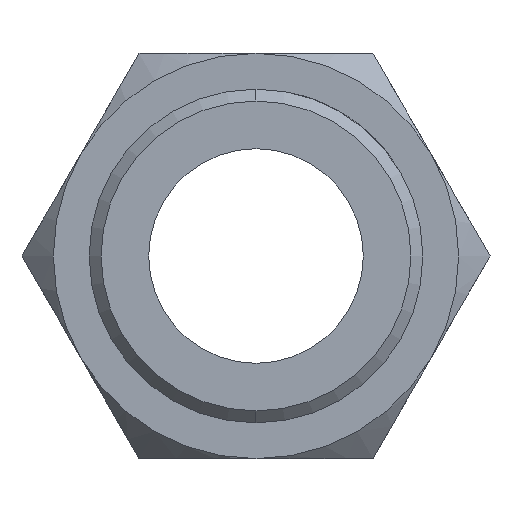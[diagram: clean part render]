
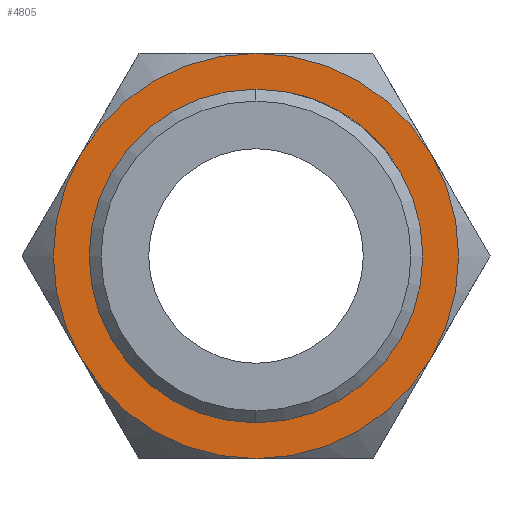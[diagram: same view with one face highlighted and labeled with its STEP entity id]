
A CAD part, left-side view. The second image highlights one B-rep face of the part: STEP entity #4805.
In plain terms, the highlighted planar face has unit normal (-1, 0, 0).
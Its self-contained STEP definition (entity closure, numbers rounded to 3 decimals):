
#73 = DIRECTION ( 'NONE',  ( 0., 0., -1. ) ) ;
#97 = DIRECTION ( 'NONE',  ( 1., 0., 0. ) ) ;
#150 = ORIENTED_EDGE ( 'NONE', *, *, #3110, .F. ) ;
#200 = VERTEX_POINT ( 'NONE', #1753 ) ;
#282 = CARTESIAN_POINT ( 'NONE',  ( 16., -7.361, -4.25 ) ) ;
#316 = AXIS2_PLACEMENT_3D ( 'NONE', #2604, #4272, #4331 ) ;
#415 = AXIS2_PLACEMENT_3D ( 'NONE', #4202, #1772, #4643 ) ;
#425 = VERTEX_POINT ( 'NONE', #635 ) ;
#448 = FACE_BOUND ( 'NONE', #2622, .T. ) ;
#517 = DIRECTION ( 'NONE',  ( -1., 0., 0. ) ) ;
#541 = ORIENTED_EDGE ( 'NONE', *, *, #3304, .F. ) ;
#574 = VERTEX_POINT ( 'NONE', #4974 ) ;
#635 = CARTESIAN_POINT ( 'NONE',  ( 16., -7.361, 4.25 ) ) ;
#738 = VERTEX_POINT ( 'NONE', #1020 ) ;
#831 = AXIS2_PLACEMENT_3D ( 'NONE', #3806, #517, #5170 ) ;
#834 = AXIS2_PLACEMENT_3D ( 'NONE', #3575, #2725, #3932 ) ;
#880 = DIRECTION ( 'NONE',  ( -1., 0., 0. ) ) ;
#890 = DIRECTION ( 'NONE',  ( 0., 0., -1. ) ) ;
#942 = AXIS2_PLACEMENT_3D ( 'NONE', #1394, #880, #1804 ) ;
#1020 = CARTESIAN_POINT ( 'NONE',  ( 16., 7.361, -4.25 ) ) ;
#1188 = CIRCLE ( 'NONE', #415, 8.5 ) ;
#1257 = VERTEX_POINT ( 'NONE', #1652 ) ;
#1284 = DIRECTION ( 'NONE',  ( 0., 0., -1. ) ) ;
#1287 = CARTESIAN_POINT ( 'NONE',  ( 16., 0., 0. ) ) ;
#1394 = CARTESIAN_POINT ( 'NONE',  ( 16., 0., 0. ) ) ;
#1399 = EDGE_CURVE ( 'NONE', #200, #3782, #1963, .T. ) ;
#1404 = EDGE_CURVE ( 'NONE', #574, #1257, #5271, .T. ) ;
#1617 = CIRCLE ( 'NONE', #5192, 8.5 ) ;
#1652 = CARTESIAN_POINT ( 'NONE',  ( 16., 7.361, 4.25 ) ) ;
#1688 = ORIENTED_EDGE ( 'NONE', *, *, #1404, .T. ) ;
#1753 = CARTESIAN_POINT ( 'NONE',  ( 16., 0., 7. ) ) ;
#1768 = CARTESIAN_POINT ( 'NONE',  ( 16., 0., 0. ) ) ;
#1772 = DIRECTION ( 'NONE',  ( 1., 0., 0. ) ) ;
#1791 = ORIENTED_EDGE ( 'NONE', *, *, #5100, .F. ) ;
#1804 = DIRECTION ( 'NONE',  ( 0., 0., 1. ) ) ;
#1815 = AXIS2_PLACEMENT_3D ( 'NONE', #3965, #2259, #3049 ) ;
#1963 = CIRCLE ( 'NONE', #316, 7. ) ;
#1992 = AXIS2_PLACEMENT_3D ( 'NONE', #1768, #5128, #1284 ) ;
#2066 = VERTEX_POINT ( 'NONE', #3682 ) ;
#2259 = DIRECTION ( 'NONE',  ( 1., 0., 0. ) ) ;
#2508 = ORIENTED_EDGE ( 'NONE', *, *, #1399, .F. ) ;
#2604 = CARTESIAN_POINT ( 'NONE',  ( 16., 0., 0. ) ) ;
#2614 = PLANE ( 'NONE',  #1992 ) ;
#2622 = EDGE_LOOP ( 'NONE', ( #2508, #5336 ) ) ;
#2725 = DIRECTION ( 'NONE',  ( 1., 0., 0. ) ) ;
#2781 = ORIENTED_EDGE ( 'NONE', *, *, #3394, .F. ) ;
#2997 = FACE_OUTER_BOUND ( 'NONE', #3293, .T. ) ;
#3049 = DIRECTION ( 'NONE',  ( 0., 0., -1. ) ) ;
#3110 = EDGE_CURVE ( 'NONE', #2066, #738, #4927, .T. ) ;
#3293 = EDGE_LOOP ( 'NONE', ( #150, #541, #2781, #1791, #1688, #4344 ) ) ;
#3304 = EDGE_CURVE ( 'NONE', #3555, #2066, #1188, .T. ) ;
#3394 = EDGE_CURVE ( 'NONE', #425, #3555, #1617, .T. ) ;
#3482 = CARTESIAN_POINT ( 'NONE',  ( 16., 0., -7. ) ) ;
#3555 = VERTEX_POINT ( 'NONE', #282 ) ;
#3575 = CARTESIAN_POINT ( 'NONE',  ( 16., 0., 0. ) ) ;
#3682 = CARTESIAN_POINT ( 'NONE',  ( 16., 0., -8.5 ) ) ;
#3782 = VERTEX_POINT ( 'NONE', #3482 ) ;
#3806 = CARTESIAN_POINT ( 'NONE',  ( 16., 0., 0. ) ) ;
#3932 = DIRECTION ( 'NONE',  ( 0., 0., -1. ) ) ;
#3965 = CARTESIAN_POINT ( 'NONE',  ( 16., 0., 0. ) ) ;
#4158 = CIRCLE ( 'NONE', #942, 7. ) ;
#4202 = CARTESIAN_POINT ( 'NONE',  ( 16., 0., 0. ) ) ;
#4245 = DIRECTION ( 'NONE',  ( 1., 0., 0. ) ) ;
#4247 = CIRCLE ( 'NONE', #1815, 8.5 ) ;
#4272 = DIRECTION ( 'NONE',  ( -1., 0., 0. ) ) ;
#4331 = DIRECTION ( 'NONE',  ( 0., 0., 1. ) ) ;
#4344 = ORIENTED_EDGE ( 'NONE', *, *, #5206, .F. ) ;
#4508 = EDGE_CURVE ( 'NONE', #3782, #200, #4158, .T. ) ;
#4643 = DIRECTION ( 'NONE',  ( 0., 0., -1. ) ) ;
#4776 = AXIS2_PLACEMENT_3D ( 'NONE', #5040, #4245, #890 ) ;
#4805 = ADVANCED_FACE ( 'NONE', ( #448, #2997 ), #2614, .F. ) ;
#4927 = CIRCLE ( 'NONE', #834, 8.5 ) ;
#4974 = CARTESIAN_POINT ( 'NONE',  ( 16., 0., 8.5 ) ) ;
#5033 = CIRCLE ( 'NONE', #4776, 8.5 ) ;
#5040 = CARTESIAN_POINT ( 'NONE',  ( 16., 0., 0. ) ) ;
#5100 = EDGE_CURVE ( 'NONE', #574, #425, #5033, .T. ) ;
#5128 = DIRECTION ( 'NONE',  ( 1., 0., 0. ) ) ;
#5170 = DIRECTION ( 'NONE',  ( 0., 0., 1. ) ) ;
#5192 = AXIS2_PLACEMENT_3D ( 'NONE', #1287, #97, #73 ) ;
#5206 = EDGE_CURVE ( 'NONE', #738, #1257, #4247, .T. ) ;
#5271 = CIRCLE ( 'NONE', #831, 8.5 ) ;
#5336 = ORIENTED_EDGE ( 'NONE', *, *, #4508, .F. ) ;
